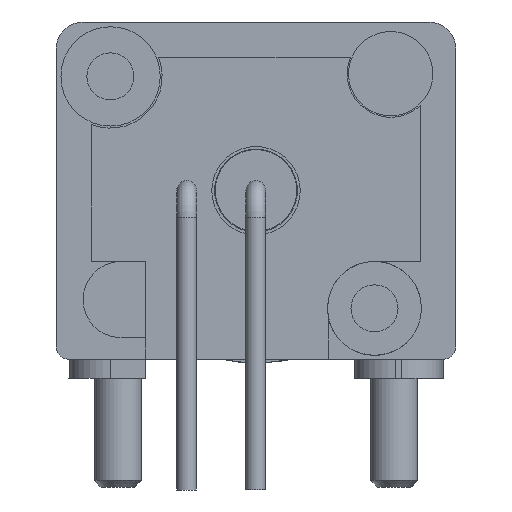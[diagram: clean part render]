
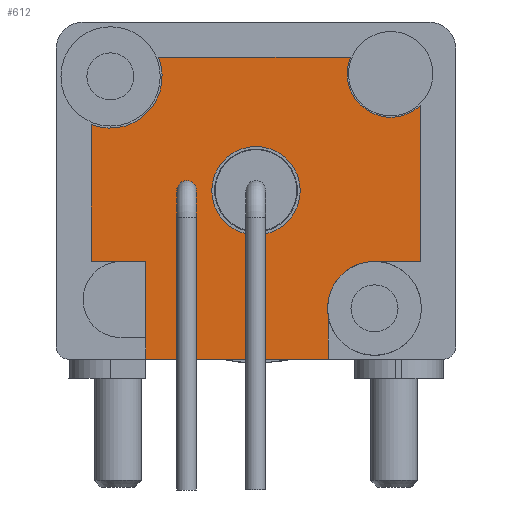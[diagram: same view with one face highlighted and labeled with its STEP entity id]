
A CAD part, front view. The second image highlights one B-rep face of the part: STEP entity #612.
In plain terms, the highlighted planar face has unit normal (0, -1, 0).
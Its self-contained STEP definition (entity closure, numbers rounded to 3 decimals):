
#205 = EDGE_CURVE('',#206,#208,#210,.T.);
#206 = VERTEX_POINT('',#207);
#207 = CARTESIAN_POINT('',(-4.06,4.386,4.29));
#208 = VERTEX_POINT('',#209);
#209 = CARTESIAN_POINT('',(-4.06,4.386,0.69));
#210 = LINE('',#211,#212);
#211 = CARTESIAN_POINT('',(-4.06,4.386,4.29));
#212 = VECTOR('',#213,1.);
#213 = DIRECTION('',(0.,0.,-1.));
#475 = VERTEX_POINT('',#476);
#476 = CARTESIAN_POINT('',(2.64,4.386,0.69));
#482 = EDGE_CURVE('',#208,#475,#483,.T.);
#483 = LINE('',#484,#485);
#484 = CARTESIAN_POINT('',(-6.86,4.386,0.69));
#485 = VECTOR('',#486,1.);
#486 = DIRECTION('',(1.,0.,0.));
#612 = ADVANCED_FACE('',(#613,#690,#701),#712,.F.);
#613 = FACE_BOUND('',#614,.F.);
#614 = EDGE_LOOP('',(#615,#616,#617,#625,#633,#642,#650,#659,#667,#675,
    #684));
#615 = ORIENTED_EDGE('',*,*,#482,.F.);
#616 = ORIENTED_EDGE('',*,*,#205,.F.);
#617 = ORIENTED_EDGE('',*,*,#618,.F.);
#618 = EDGE_CURVE('',#619,#206,#621,.T.);
#619 = VERTEX_POINT('',#620);
#620 = CARTESIAN_POINT('',(-6.06,4.386,4.294));
#621 = LINE('',#622,#623);
#622 = CARTESIAN_POINT('',(-6.06,4.386,4.294));
#623 = VECTOR('',#624,1.);
#624 = DIRECTION('',(1.,0.,-0.002));
#625 = ORIENTED_EDGE('',*,*,#626,.T.);
#626 = EDGE_CURVE('',#619,#627,#629,.T.);
#627 = VERTEX_POINT('',#628);
#628 = CARTESIAN_POINT('',(-6.06,4.386,9.324));
#629 = LINE('',#630,#631);
#630 = CARTESIAN_POINT('',(-6.06,4.386,4.294));
#631 = VECTOR('',#632,1.);
#632 = DIRECTION('',(0.,0.,1.));
#633 = ORIENTED_EDGE('',*,*,#634,.T.);
#634 = EDGE_CURVE('',#627,#635,#637,.T.);
#635 = VERTEX_POINT('',#636);
#636 = CARTESIAN_POINT('',(-3.594,4.386,11.79));
#637 = CIRCLE('',#638,1.9);
#638 = AXIS2_PLACEMENT_3D('',#639,#640,#641);
#639 = CARTESIAN_POINT('',(-5.36,4.386,11.09));
#640 = DIRECTION('',(0.,-1.,0.));
#641 = DIRECTION('',(1.,0.,0.));
#642 = ORIENTED_EDGE('',*,*,#643,.T.);
#643 = EDGE_CURVE('',#635,#644,#646,.T.);
#644 = VERTEX_POINT('',#645);
#645 = CARTESIAN_POINT('',(3.457,4.386,11.79));
#646 = LINE('',#647,#648);
#647 = CARTESIAN_POINT('',(-3.594,4.386,11.79));
#648 = VECTOR('',#649,1.);
#649 = DIRECTION('',(1.,0.,0.));
#650 = ORIENTED_EDGE('',*,*,#651,.T.);
#651 = EDGE_CURVE('',#644,#652,#654,.T.);
#652 = VERTEX_POINT('',#653);
#653 = CARTESIAN_POINT('',(6.04,4.386,10.028));
#654 = CIRCLE('',#655,1.6);
#655 = AXIS2_PLACEMENT_3D('',#656,#657,#658);
#656 = CARTESIAN_POINT('',(4.94,4.386,11.19));
#657 = DIRECTION('',(0.,-1.,0.));
#658 = DIRECTION('',(1.,0.,0.));
#659 = ORIENTED_EDGE('',*,*,#660,.T.);
#660 = EDGE_CURVE('',#652,#661,#663,.T.);
#661 = VERTEX_POINT('',#662);
#662 = CARTESIAN_POINT('',(6.04,4.386,4.278));
#663 = LINE('',#664,#665);
#664 = CARTESIAN_POINT('',(6.04,4.386,10.028));
#665 = VECTOR('',#666,1.);
#666 = DIRECTION('',(0.,0.,-1.));
#667 = ORIENTED_EDGE('',*,*,#668,.F.);
#668 = EDGE_CURVE('',#669,#661,#671,.T.);
#669 = VERTEX_POINT('',#670);
#670 = CARTESIAN_POINT('',(4.35,4.386,4.278));
#671 = LINE('',#672,#673);
#672 = CARTESIAN_POINT('',(4.35,4.386,4.278));
#673 = VECTOR('',#674,1.);
#674 = DIRECTION('',(1.,0.,0.));
#675 = ORIENTED_EDGE('',*,*,#676,.T.);
#676 = EDGE_CURVE('',#669,#677,#679,.T.);
#677 = VERTEX_POINT('',#678);
#678 = CARTESIAN_POINT('',(2.64,4.386,2.58));
#679 = CIRCLE('',#680,1.71);
#680 = AXIS2_PLACEMENT_3D('',#681,#682,#683);
#681 = CARTESIAN_POINT('',(4.35,4.386,2.568));
#682 = DIRECTION('',(0.,-1.,0.));
#683 = DIRECTION('',(1.,0.,0.));
#684 = ORIENTED_EDGE('',*,*,#685,.T.);
#685 = EDGE_CURVE('',#677,#475,#686,.T.);
#686 = LINE('',#687,#688);
#687 = CARTESIAN_POINT('',(2.64,4.386,2.58));
#688 = VECTOR('',#689,1.);
#689 = DIRECTION('',(0.,0.,-1.));
#690 = FACE_BOUND('',#691,.F.);
#691 = EDGE_LOOP('',(#692));
#692 = ORIENTED_EDGE('',*,*,#693,.T.);
#693 = EDGE_CURVE('',#694,#694,#696,.T.);
#694 = VERTEX_POINT('',#695);
#695 = CARTESIAN_POINT('',(-2.56,4.386,6.538));
#696 = CIRCLE('',#697,0.36);
#697 = AXIS2_PLACEMENT_3D('',#698,#699,#700);
#698 = CARTESIAN_POINT('',(-2.56,4.386,6.898));
#699 = DIRECTION('',(0.,-1.,0.));
#700 = DIRECTION('',(0.,-0.,-1.));
#701 = FACE_BOUND('',#702,.F.);
#702 = EDGE_LOOP('',(#703));
#703 = ORIENTED_EDGE('',*,*,#704,.T.);
#704 = EDGE_CURVE('',#705,#705,#707,.T.);
#705 = VERTEX_POINT('',#706);
#706 = CARTESIAN_POINT('',(1.615,4.386,6.89));
#707 = CIRCLE('',#708,1.625);
#708 = AXIS2_PLACEMENT_3D('',#709,#710,#711);
#709 = CARTESIAN_POINT('',(-0.01,4.386,6.89));
#710 = DIRECTION('',(0.,-1.,0.));
#711 = DIRECTION('',(1.,0.,0.));
#712 = PLANE('',#713);
#713 = AXIS2_PLACEMENT_3D('',#714,#715,#716);
#714 = CARTESIAN_POINT('',(-0.01,4.386,6.843));
#715 = DIRECTION('',(0.,1.,0.));
#716 = DIRECTION('',(0.,0.,1.));
